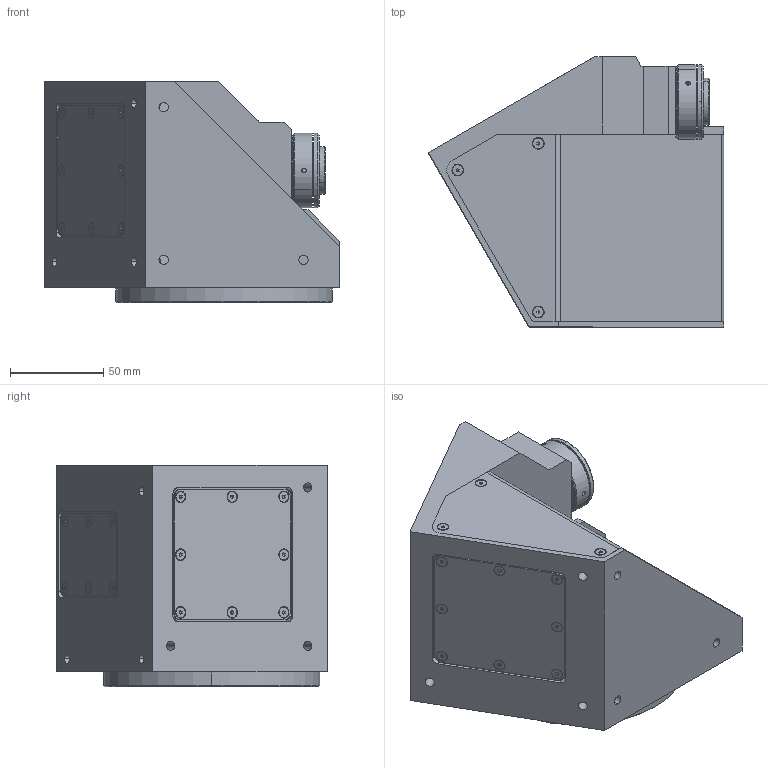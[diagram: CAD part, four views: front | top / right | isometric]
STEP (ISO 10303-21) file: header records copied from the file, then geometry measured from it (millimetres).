
FILE_DESCRIPTION (( 'STEP AP203' ), '1' );
FILE_NAME ('DP23971_TCCR12080.step', '2021-10-18T10:02:37', ( '' ), ( '' ), 'SwSTEP 2.0', 'SolidWorks 2021', '' );
FILE_SCHEMA (( 'CONFIG_CONTROL_DESIGN' ));
Length unit declared in the file: millimetre
Products named in the file (1): DP23971_TCCR12080
Bounding box: 158.41 x 145 x 118.9 mm (x, y, z)
Surface area: 105500.5 mm2 (no closed solid volume)
Topology: 0 solids, 50 shells, 321 faces, 1052 edges, 744 vertices
Faces by surface type: plane 121, cylinder 110, cone 88, sphere 2
Entity records: 11564 total; most frequent: CARTESIAN_POINT 2320, DIRECTION 2036, ORIENTED_EDGE 1546, EDGE_CURVE 1014, VERTEX_POINT 744, AXIS2_PLACEMENT_3D 716, LINE 604, VECTOR 604
